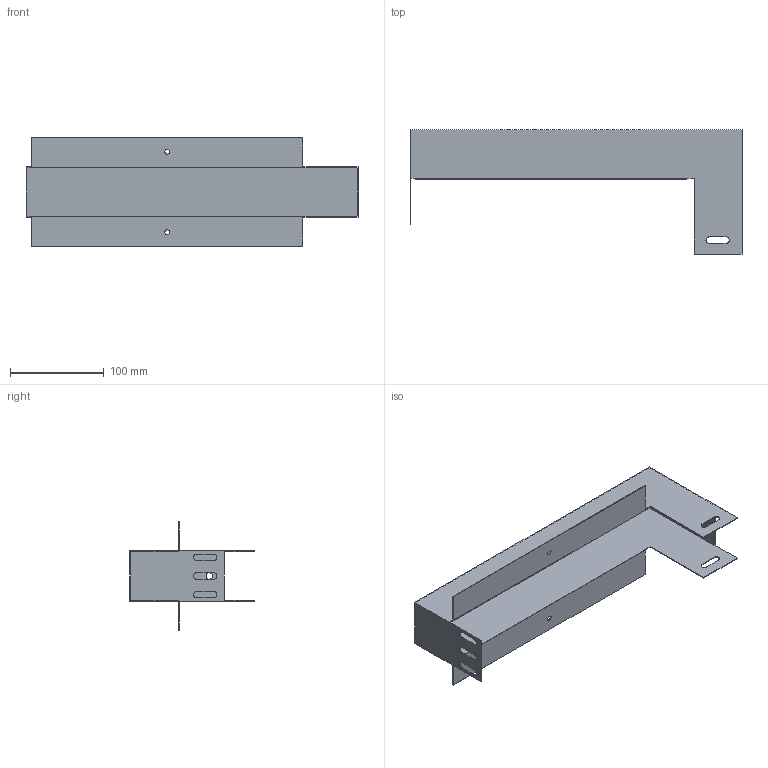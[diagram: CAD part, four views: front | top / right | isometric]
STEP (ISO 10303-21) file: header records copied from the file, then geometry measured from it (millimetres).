
FILE_DESCRIPTION (( 'STEP AP203' ), '1' );
FILE_NAME ('Îòâåòâèòåëü-êðûøêà Ò-îáðàçíûé âåðòèêàëüíûé âíèç DDS_37382.STEP', '2012-11-09T08:50:43', ( 'Àñååâ' ), ( '' ), 'SwSTEP 2.0', 'SolidWorks 2012', '' );
FILE_SCHEMA (( 'CONFIG_CONTROL_DESIGN' ));
Length unit declared in the file: millimetre
Products named in the file (1): Îòâåòâèòåëü-êðûøêà Ò-îáðàçíûé âåðòèêàëüíûé âíèç DDS_37382
Bounding box: 355 x 133 x 116 mm (x, y, z)
Volume: 73399.2 mm3; surface area: 184789.7 mm2
Topology: 1 solids, 1 shells, 53 faces, 149 edges, 98 vertices
Faces by surface type: plane 40, cylinder 13
Full cylindrical faces by diameter (mm): 5 x2, 7 x1
Entity records: 1791 total; most frequent: CARTESIAN_POINT 298, ORIENTED_EDGE 292, DIRECTION 280, EDGE_CURVE 146, LINE 120, VECTOR 120, VERTEX_POINT 98, AXIS2_PLACEMENT_3D 80
